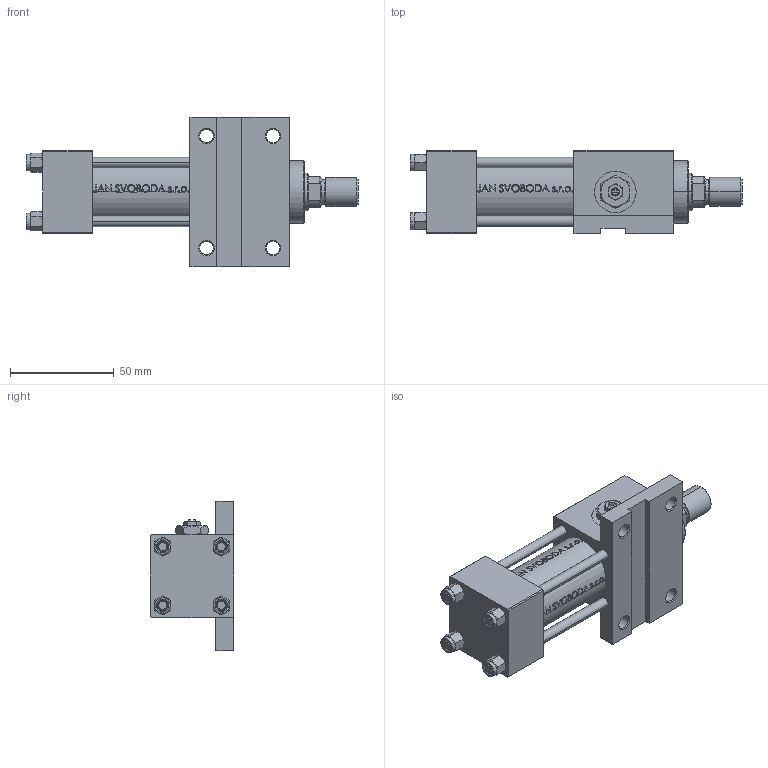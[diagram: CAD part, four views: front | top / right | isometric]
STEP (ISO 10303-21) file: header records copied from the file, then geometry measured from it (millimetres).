
FILE_DESCRIPTION (( 'STEP AP203' ), '1' );
FILE_NAME ('8fa0.STEP', '2022-04-16T08:24:07', ( '' ), ( '' ), 'SwSTEP 2.0', 'SolidWorks 2019', '' );
FILE_SCHEMA (( 'CONFIG_CONTROL_DESIGN' ));
Length unit declared in the file: millimetre
Products named in the file (8): 8fa0; V215CR_VCP_F d9cf867c7e1415d758655a051794d09e; NUT_M5_F d9cf867c7e1415d758655a051794d09e; ROD_END_AH d9cf867c7e1415d758655a051794d09e; V215CR_F_Body d9cf867c7e1415d758655a051794d09e; V215CR_F_TYCINKA d9cf867c7e1415d758655a051794d09e; Zatka_pro_OIL_PORT d9cf867c7e1415d758655a051794d09e; V215_VC_A d9cf867c7e1415d758655a051794d09e
Assembly tree (13 placements, depth 2):
  8fa0
    V215CR_F_Body d9cf867c7e1415d758655a051794d09e
    V215CR_VCP_F d9cf867c7e1415d758655a051794d09e
    V215CR_F_TYCINKA d9cf867c7e1415d758655a051794d09e  x4
    NUT_M5_F d9cf867c7e1415d758655a051794d09e  x4
    V215_VC_A d9cf867c7e1415d758655a051794d09e
    ROD_END_AH d9cf867c7e1415d758655a051794d09e
    Zatka_pro_OIL_PORT d9cf867c7e1415d758655a051794d09e
Bounding box: 160 x 40 x 72 mm (x, y, z)
Volume: 162111 mm3; surface area: 62872.8 mm2
Topology: 13 solids, 13 shells, 1172 faces, 2941 edges, 1881 vertices
Faces by surface type: plane 464, bspline 380, cone 176, cylinder 142, torus 10
Entity records: 50219 total; most frequent: CARTESIAN_POINT 26583, ORIENTED_EDGE 5374, DIRECTION 3427, EDGE_CURVE 2687, VERTEX_POINT 1737, LINE 1365, VECTOR 1365, EDGE_LOOP 1160
